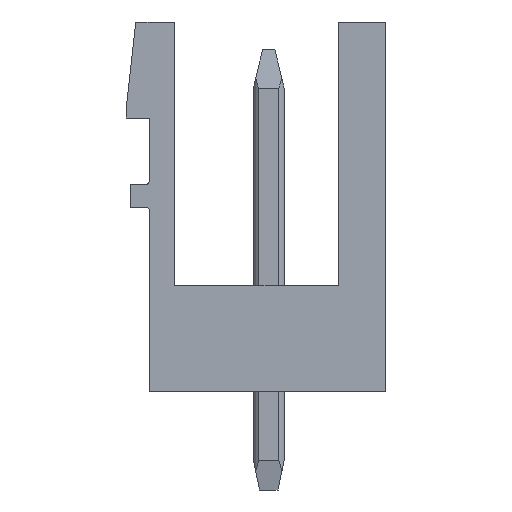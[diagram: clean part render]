
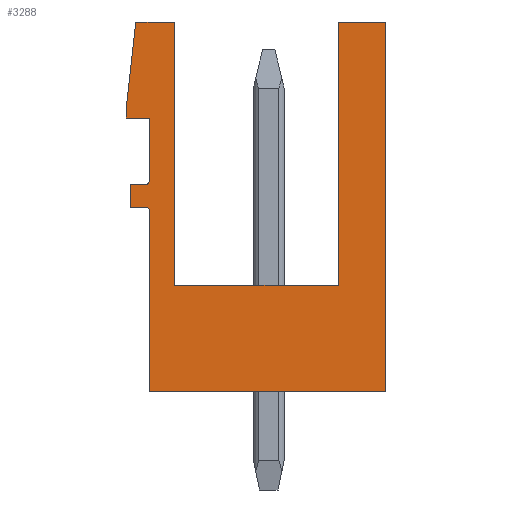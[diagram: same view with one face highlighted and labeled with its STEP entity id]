
A CAD part, left-side view. The second image highlights one B-rep face of the part: STEP entity #3288.
In plain terms, the highlighted planar face has unit normal (-1, 0, 0).
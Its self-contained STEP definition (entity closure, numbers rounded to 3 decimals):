
#2134=AXIS2_PLACEMENT_3D('Circle Axis2P3D',#2132,#2133,$) ;
#2258=AXIS2_PLACEMENT_3D('Circle Axis2P3D',#2256,#2257,$) ;
#3243=AXIS2_PLACEMENT_3D('Plane Axis2P3D',#3240,#3241,#3242) ;
#49=CARTESIAN_POINT('Vertex',(0.,0.,15.2)) ;
#52=CARTESIAN_POINT('Line Origine',(0.,0.,9.2)) ;
#56=CARTESIAN_POINT('Vertex',(0.,0.,3.2)) ;
#89=CARTESIAN_POINT('Vertex',(0.,8.12,15.2)) ;
#92=CARTESIAN_POINT('Line Origine',(0.,7.49,15.2)) ;
#96=CARTESIAN_POINT('Vertex',(0.,6.86,15.2)) ;
#1111=CARTESIAN_POINT('Line Origine',(0.,0.77,15.2)) ;
#1115=CARTESIAN_POINT('Vertex',(0.,1.54,15.2)) ;
#1483=CARTESIAN_POINT('Vertex',(0.,8.43,12.08)) ;
#1486=CARTESIAN_POINT('Line Origine',(0.,8.43,12.24)) ;
#1490=CARTESIAN_POINT('Vertex',(0.,8.43,12.4)) ;
#1717=CARTESIAN_POINT('Vertex',(0.,7.68,12.08)) ;
#1720=CARTESIAN_POINT('Line Origine',(0.,8.055,12.08)) ;
#2023=CARTESIAN_POINT('Vertex',(0.,7.68,10.03)) ;
#2026=CARTESIAN_POINT('Line Origine',(0.,7.68,11.055)) ;
#2129=CARTESIAN_POINT('Vertex',(0.,7.78,9.93)) ;
#2132=CARTESIAN_POINT('Axis2P3D Location',(0.,7.78,10.03)) ;
#2160=CARTESIAN_POINT('Vertex',(0.,8.3,9.93)) ;
#2163=CARTESIAN_POINT('Line Origine',(0.,8.04,9.93)) ;
#2191=CARTESIAN_POINT('Vertex',(0.,8.3,9.18)) ;
#2194=CARTESIAN_POINT('Line Origine',(0.,8.3,9.555)) ;
#2222=CARTESIAN_POINT('Vertex',(0.,7.78,9.18)) ;
#2225=CARTESIAN_POINT('Line Origine',(0.,8.04,9.18)) ;
#2253=CARTESIAN_POINT('Vertex',(0.,7.68,9.08)) ;
#2256=CARTESIAN_POINT('Axis2P3D Location',(0.,7.78,9.08)) ;
#2279=CARTESIAN_POINT('Vertex',(0.,7.68,3.2)) ;
#2282=CARTESIAN_POINT('Line Origine',(0.,7.68,6.14)) ;
#2304=CARTESIAN_POINT('Line Origine',(0.,3.84,3.2)) ;
#3240=CARTESIAN_POINT('Axis2P3D Location',(0.,0.,0.)) ;
#3245=CARTESIAN_POINT('Line Origine',(0.,8.275,13.8)) ;
#3250=CARTESIAN_POINT('Line Origine',(0.,1.54,10.925)) ;
#3254=CARTESIAN_POINT('Vertex',(0.,1.54,6.65)) ;
#3257=CARTESIAN_POINT('Line Origine',(0.,4.2,6.65)) ;
#3261=CARTESIAN_POINT('Vertex',(0.,6.86,6.65)) ;
#3264=CARTESIAN_POINT('Line Origine',(0.,6.86,10.925)) ;
#53=DIRECTION('Vector Direction',(0.,0.,1.)) ;
#93=DIRECTION('Vector Direction',(0.,-1.,0.)) ;
#1112=DIRECTION('Vector Direction',(0.,-1.,0.)) ;
#1487=DIRECTION('Vector Direction',(0.,0.,1.)) ;
#1721=DIRECTION('Vector Direction',(0.,1.,0.)) ;
#2027=DIRECTION('Vector Direction',(0.,0.,1.)) ;
#2133=DIRECTION('Axis2P3D Direction',(-1.,0.,0.)) ;
#2164=DIRECTION('Vector Direction',(0.,-1.,0.)) ;
#2195=DIRECTION('Vector Direction',(0.,0.,1.)) ;
#2226=DIRECTION('Vector Direction',(0.,1.,0.)) ;
#2257=DIRECTION('Axis2P3D Direction',(-1.,0.,0.)) ;
#2283=DIRECTION('Vector Direction',(0.,0.,-1.)) ;
#2305=DIRECTION('Vector Direction',(0.,1.,0.)) ;
#3241=DIRECTION('Axis2P3D Direction',(-1.,0.,0.)) ;
#3242=DIRECTION('Axis2P3D XDirection',(0.,0.,1.)) ;
#3246=DIRECTION('Vector Direction',(0.,-0.11,0.994)) ;
#3251=DIRECTION('Vector Direction',(0.,0.,-1.)) ;
#3258=DIRECTION('Vector Direction',(0.,-1.,0.)) ;
#3265=DIRECTION('Vector Direction',(0.,0.,-1.)) ;
#54=VECTOR('Line Direction',#53,1.) ;
#94=VECTOR('Line Direction',#93,1.) ;
#1113=VECTOR('Line Direction',#1112,1.) ;
#1488=VECTOR('Line Direction',#1487,1.) ;
#1722=VECTOR('Line Direction',#1721,1.) ;
#2028=VECTOR('Line Direction',#2027,1.) ;
#2165=VECTOR('Line Direction',#2164,1.) ;
#2196=VECTOR('Line Direction',#2195,1.) ;
#2227=VECTOR('Line Direction',#2226,1.) ;
#2284=VECTOR('Line Direction',#2283,1.) ;
#2306=VECTOR('Line Direction',#2305,1.) ;
#3247=VECTOR('Line Direction',#3246,1.) ;
#3252=VECTOR('Line Direction',#3251,1.) ;
#3259=VECTOR('Line Direction',#3258,1.) ;
#3266=VECTOR('Line Direction',#3265,1.) ;
#3270=ORIENTED_EDGE('',*,*,#98,.T.) ;
#3271=ORIENTED_EDGE('',*,*,#3249,.F.) ;
#3272=ORIENTED_EDGE('',*,*,#1492,.T.) ;
#3273=ORIENTED_EDGE('',*,*,#1724,.T.) ;
#3274=ORIENTED_EDGE('',*,*,#2030,.T.) ;
#3275=ORIENTED_EDGE('',*,*,#2136,.T.) ;
#3276=ORIENTED_EDGE('',*,*,#2167,.T.) ;
#3277=ORIENTED_EDGE('',*,*,#2198,.T.) ;
#3278=ORIENTED_EDGE('',*,*,#2229,.T.) ;
#3279=ORIENTED_EDGE('',*,*,#2260,.T.) ;
#3280=ORIENTED_EDGE('',*,*,#2286,.T.) ;
#3281=ORIENTED_EDGE('',*,*,#2308,.T.) ;
#3282=ORIENTED_EDGE('',*,*,#58,.T.) ;
#3283=ORIENTED_EDGE('',*,*,#1117,.T.) ;
#3284=ORIENTED_EDGE('',*,*,#3256,.T.) ;
#3285=ORIENTED_EDGE('',*,*,#3263,.F.) ;
#3286=ORIENTED_EDGE('',*,*,#3268,.F.) ;
#3288=ADVANCED_FACE('HOUSING',(#3287),#3244,.T.) ;
#2135=CIRCLE('generated circle',#2134,0.1) ;
#2259=CIRCLE('generated circle',#2258,0.1) ;
#58=EDGE_CURVE('',#57,#50,#55,.T.) ;
#98=EDGE_CURVE('',#97,#90,#95,.F.) ;
#1117=EDGE_CURVE('',#50,#1116,#1114,.F.) ;
#1492=EDGE_CURVE('',#1491,#1484,#1489,.F.) ;
#1724=EDGE_CURVE('',#1484,#1718,#1723,.F.) ;
#2030=EDGE_CURVE('',#1718,#2024,#2029,.F.) ;
#2136=EDGE_CURVE('',#2024,#2130,#2135,.F.) ;
#2167=EDGE_CURVE('',#2130,#2161,#2166,.F.) ;
#2198=EDGE_CURVE('',#2161,#2192,#2197,.F.) ;
#2229=EDGE_CURVE('',#2192,#2223,#2228,.F.) ;
#2260=EDGE_CURVE('',#2223,#2254,#2259,.F.) ;
#2286=EDGE_CURVE('',#2254,#2280,#2285,.T.) ;
#2308=EDGE_CURVE('',#2280,#57,#2307,.F.) ;
#3249=EDGE_CURVE('',#1491,#90,#3248,.T.) ;
#3256=EDGE_CURVE('',#1116,#3255,#3253,.T.) ;
#3263=EDGE_CURVE('',#3262,#3255,#3260,.T.) ;
#3268=EDGE_CURVE('',#97,#3262,#3267,.T.) ;
#3269=EDGE_LOOP('',(#3270,#3271,#3272,#3273,#3274,#3275,#3276,#3277,#3278,#3279,#3280,#3281,#3282,#3283,#3284,#3285,#3286)) ;
#3287=FACE_OUTER_BOUND('',#3269,.T.) ;
#55=LINE('Line',#52,#54) ;
#95=LINE('Line',#92,#94) ;
#1114=LINE('Line',#1111,#1113) ;
#1489=LINE('Line',#1486,#1488) ;
#1723=LINE('Line',#1720,#1722) ;
#2029=LINE('Line',#2026,#2028) ;
#2166=LINE('Line',#2163,#2165) ;
#2197=LINE('Line',#2194,#2196) ;
#2228=LINE('Line',#2225,#2227) ;
#2285=LINE('Line',#2282,#2284) ;
#2307=LINE('Line',#2304,#2306) ;
#3248=LINE('Line',#3245,#3247) ;
#3253=LINE('Line',#3250,#3252) ;
#3260=LINE('Line',#3257,#3259) ;
#3267=LINE('Line',#3264,#3266) ;
#3244=PLANE('',#3243) ;
#50=VERTEX_POINT('',#49) ;
#57=VERTEX_POINT('',#56) ;
#90=VERTEX_POINT('',#89) ;
#97=VERTEX_POINT('',#96) ;
#1116=VERTEX_POINT('',#1115) ;
#1484=VERTEX_POINT('',#1483) ;
#1491=VERTEX_POINT('',#1490) ;
#1718=VERTEX_POINT('',#1717) ;
#2024=VERTEX_POINT('',#2023) ;
#2130=VERTEX_POINT('',#2129) ;
#2161=VERTEX_POINT('',#2160) ;
#2192=VERTEX_POINT('',#2191) ;
#2223=VERTEX_POINT('',#2222) ;
#2254=VERTEX_POINT('',#2253) ;
#2280=VERTEX_POINT('',#2279) ;
#3255=VERTEX_POINT('',#3254) ;
#3262=VERTEX_POINT('',#3261) ;
